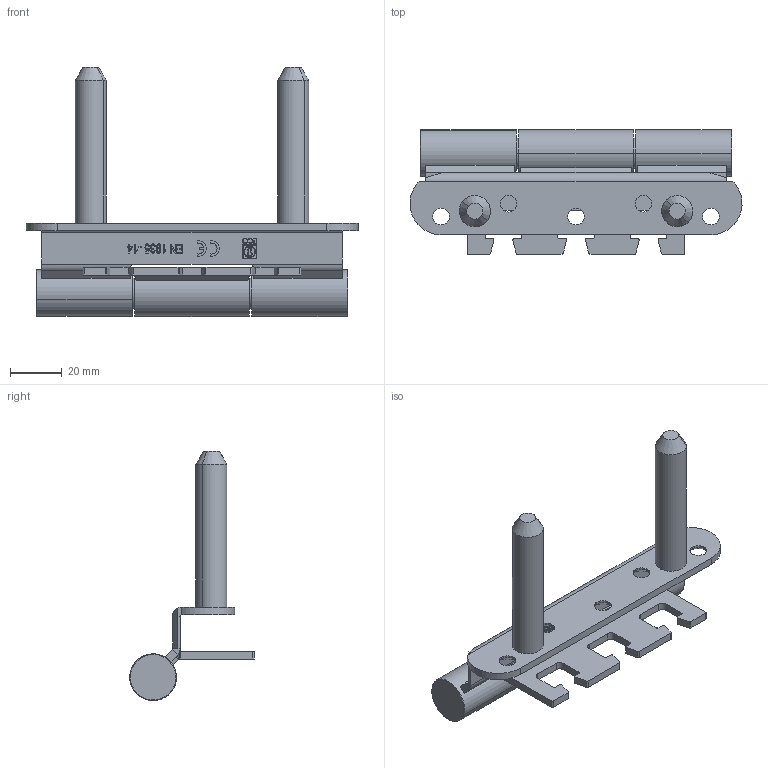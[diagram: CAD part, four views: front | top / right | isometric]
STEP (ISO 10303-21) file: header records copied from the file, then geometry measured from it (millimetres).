
FILE_DESCRIPTION (( 'STEP AP203' ), '1' );
FILE_NAME ('OBX-18-1531-120-LG-TZ_D042-29437.STEP', '2022-05-04T07:40:45', ( '' ), ( '' ), 'SwSTEP 2.0', 'SolidWorks 2020', '' );
FILE_SCHEMA (( 'CONFIG_CONTROL_DESIGN' ));
Length unit declared in the file: millimetre
Products named in the file (10): D044-24252; B01572; B02853; D043-29438; OBX-18-1531-120-LG-TZ_D042-29437; D044-14308; D043-24250; ISO 10642_M6x16 - A2-70; DIN5401-III; D046-14312
Assembly tree (15 placements, depth 2):
  OBX-18-1531-120-LG-TZ_D042-29437
    D044-24252
    D043-24250
    DIN5401-III  x2
    B01572  x2
    D044-14308  x2
    D046-14312  x2
    D043-29438
    B02853  x2
    ISO 10642_M6x16 - A2-70  x2
Bounding box: 127.96 x 48 x 96 mm (x, y, z)
Volume: 61548.8 mm3; surface area: 36301.5 mm2
Topology: 15 solids, 15 shells, 540 faces, 1338 edges, 865 vertices
Faces by surface type: plane 255, cylinder 158, bspline 57, cone 54, sphere 12, torus 4
Entity records: 17967 total; most frequent: CARTESIAN_POINT 5665, ORIENTED_EDGE 2342, DIRECTION 2195, EDGE_CURVE 1171, VERTEX_POINT 762, AXIS2_PLACEMENT_3D 734, VECTOR 727, LINE 727
